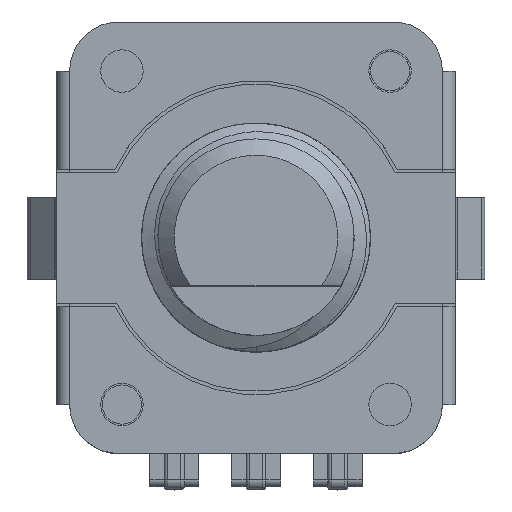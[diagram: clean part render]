
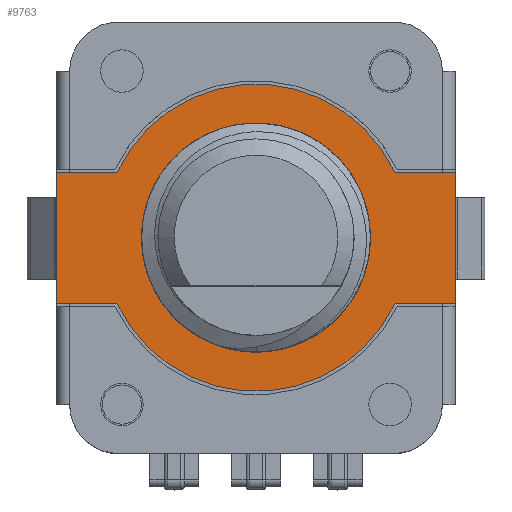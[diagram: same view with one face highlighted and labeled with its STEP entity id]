
A CAD part, top view. The second image highlights one B-rep face of the part: STEP entity #9763.
In plain terms, the highlighted planar face has unit normal (0, 0, 1).
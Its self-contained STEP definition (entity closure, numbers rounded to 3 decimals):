
#8867=CARTESIAN_POINT('',(4.253,-2.0,6.6));
#8868=VERTEX_POINT('',#8867);
#8875=CARTESIAN_POINT('',(-4.253,-2.0,6.6));
#8876=VERTEX_POINT('',#8875);
#8877=CARTESIAN_POINT('',(-0.0,0.0,6.6));
#8878=DIRECTION('',(0.0,-0.0,-1.0));
#8879=DIRECTION('',(-0.0,1.0,-0.0));
#8880=AXIS2_PLACEMENT_3D('',#8877,#8878,#8879);
#8881=CIRCLE('',#8880,4.7);
#8882=EDGE_CURVE('n� 11169',#8868,#8876,#8881,.T.);
#9679=CARTESIAN_POINT('',(0.366,-3.481,6.6));
#9680=VERTEX_POINT('',#9679);
#9681=CARTESIAN_POINT('',(1.75,-3.031,6.6));
#9682=VERTEX_POINT('',#9681);
#9683=CARTESIAN_POINT('',(0.366,-3.481,6.6));
#9684=CARTESIAN_POINT('',(0.732,-3.442,6.6));
#9685=CARTESIAN_POINT('',(1.082,-3.329,6.6));
#9686=CARTESIAN_POINT('',(1.432,-3.215,6.6));
#9687=CARTESIAN_POINT('',(1.75,-3.031,6.6));
#9688=B_SPLINE_CURVE_WITH_KNOTS('',2,(#9683,#9684,#9685,#9686,#9687),.UNSPECIFIED.,.F.,.U.,
 (3,2,3),(0.0,0.5,1.0),.UNSPECIFIED.);
#9689=EDGE_CURVE('n� 16006',#9680,#9682,#9688,.T.);
#9690=ORIENTED_EDGE('',*,*,#9689,.F.);
#9691=CARTESIAN_POINT('',(0.,0.,6.6));
#9692=DIRECTION('',(0.0,-0.0,-1.0));
#9693=DIRECTION('',(0.0,-1.0,0.0));
#9694=AXIS2_PLACEMENT_3D('',#9691,#9692,#9693);
#9695=CIRCLE('',#9694,3.5);
#9696=EDGE_CURVE('n� 13337',#9680,#9682,#9695,.T.);
#9697=ORIENTED_EDGE('',*,*,#9696,.T.);
#9698=EDGE_LOOP('',(#9690,#9697));
#9699=FACE_OUTER_BOUND('',#9698,.T.);
#9700=CARTESIAN_POINT('',(-6.1,2.0,6.6));
#9701=VERTEX_POINT('',#9700);
#9702=CARTESIAN_POINT('',(-6.1,-2.0,6.6));
#9703=VERTEX_POINT('',#9702);
#9704=CARTESIAN_POINT('',(-6.1,-0.0,6.6));
#9705=DIRECTION('',(0.0,-1.0,0.0));
#9706=VECTOR('',#9705,1.0);
#9707=LINE('',#9704,#9706);
#9708=EDGE_CURVE('n� 13341',#9701,#9703,#9707,.T.);
#9709=ORIENTED_EDGE('',*,*,#9708,.T.);
#9710=CARTESIAN_POINT('',(0.0,-2.0,6.6));
#9711=DIRECTION('',(1.0,0.0,0.0));
#9712=VECTOR('',#9711,1.0);
#9713=LINE('',#9710,#9712);
#9714=EDGE_CURVE('n� 13340',#9703,#8876,#9713,.T.);
#9715=ORIENTED_EDGE('',*,*,#9714,.T.);
#9716=ORIENTED_EDGE('',*,*,#8882,.F.);
#9717=CARTESIAN_POINT('',(6.1,-2.0,6.6));
#9718=VERTEX_POINT('',#9717);
#9719=CARTESIAN_POINT('',(0.0,-2.0,6.6));
#9720=DIRECTION('',(1.0,0.0,0.0));
#9721=VECTOR('',#9720,1.0);
#9722=LINE('',#9719,#9721);
#9723=EDGE_CURVE('n� 13346',#8868,#9718,#9722,.T.);
#9724=ORIENTED_EDGE('',*,*,#9723,.T.);
#9725=CARTESIAN_POINT('',(6.1,2.0,6.6));
#9726=VERTEX_POINT('',#9725);
#9727=CARTESIAN_POINT('',(6.1,0.0,6.6));
#9728=DIRECTION('',(-0.0,1.0,-0.0));
#9729=VECTOR('',#9728,1.0);
#9730=LINE('',#9727,#9729);
#9731=EDGE_CURVE('n� 13345',#9718,#9726,#9730,.T.);
#9732=ORIENTED_EDGE('',*,*,#9731,.T.);
#9733=CARTESIAN_POINT('',(4.253,2.0,6.6));
#9734=VERTEX_POINT('',#9733);
#9735=CARTESIAN_POINT('',(-0.0,2.0,6.6));
#9736=DIRECTION('',(-1.0,-0.0,0.0));
#9737=VECTOR('',#9736,1.0);
#9738=LINE('',#9735,#9737);
#9739=EDGE_CURVE('n� 13344',#9726,#9734,#9738,.T.);
#9740=ORIENTED_EDGE('',*,*,#9739,.T.);
#9741=CARTESIAN_POINT('',(-4.253,2.0,6.6));
#9742=VERTEX_POINT('',#9741);
#9743=CARTESIAN_POINT('',(-0.0,0.0,6.6));
#9744=DIRECTION('',(-0.0,0.0,1.0));
#9745=DIRECTION('',(-0.0,1.0,-0.0));
#9746=AXIS2_PLACEMENT_3D('',#9743,#9744,#9745);
#9747=CIRCLE('',#9746,4.7);
#9748=EDGE_CURVE('n� 13343',#9734,#9742,#9747,.T.);
#9749=ORIENTED_EDGE('',*,*,#9748,.T.);
#9750=CARTESIAN_POINT('',(-0.0,2.0,6.6));
#9751=DIRECTION('',(-1.0,-0.0,0.0));
#9752=VECTOR('',#9751,1.0);
#9753=LINE('',#9750,#9752);
#9754=EDGE_CURVE('n� 13342',#9742,#9701,#9753,.T.);
#9755=ORIENTED_EDGE('',*,*,#9754,.T.);
#9756=EDGE_LOOP('',(#9709,#9715,#9716,#9724,#9732,#9740,#9749,#9755));
#9757=FACE_BOUND('',#9756,.T.);
#9758=CARTESIAN_POINT('',(-0.0,0.0,6.6));
#9759=DIRECTION('',(-0.0,0.0,1.0));
#9760=DIRECTION('',(-0.0,1.0,-0.0));
#9761=AXIS2_PLACEMENT_3D('',#9758,#9759,#9760);
#9762=PLANE('',#9761);
#9763=ADVANCED_FACE('n� 13333',(#9699,#9757),#9762,.T.);
